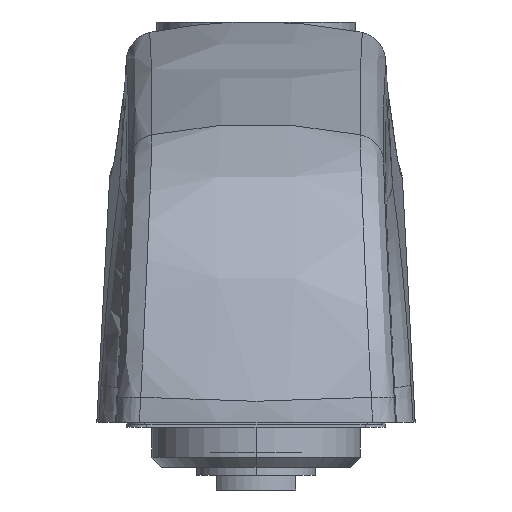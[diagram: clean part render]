
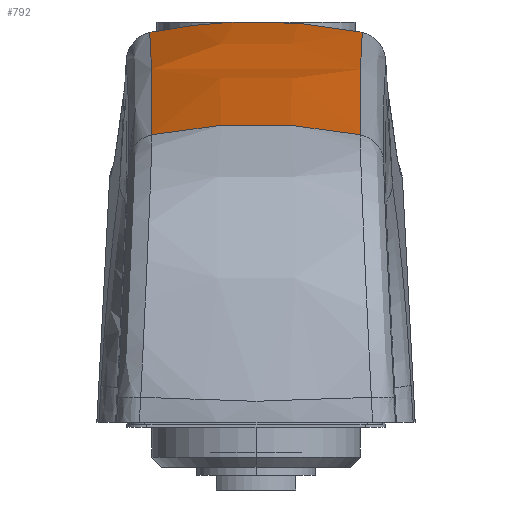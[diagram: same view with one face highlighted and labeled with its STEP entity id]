
A CAD part, left-side view. The second image highlights one B-rep face of the part: STEP entity #792.
In plain terms, the highlighted free-form (B-spline) face has degree [3, 3] with [4, 4] control points.
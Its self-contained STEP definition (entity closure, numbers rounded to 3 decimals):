
#792 = ADVANCED_FACE ( 'NONE', ( #7938 ), #7906, .F. ) ;
#793 = EDGE_LOOP ( 'NONE', ( #794, #798, #800, #801, #856, #859 ) ) ;
#794 = ORIENTED_EDGE ( 'NONE', *, *, #795, .T. ) ;
#795 = EDGE_CURVE ( 'NONE', #796, #797, #7971, .T. ) ;
#796 = VERTEX_POINT ( 'NONE', #7974 ) ;
#797 = VERTEX_POINT ( 'NONE', #7903 ) ;
#798 = ORIENTED_EDGE ( 'NONE', *, *, #799, .T. ) ;
#799 = EDGE_CURVE ( 'NONE', #797, #814, #8031, .T. ) ;
#800 = ORIENTED_EDGE ( 'NONE', *, *, #812, .F. ) ;
#801 = ORIENTED_EDGE ( 'NONE', *, *, #855, .T. ) ;
#802 = VERTEX_POINT ( 'NONE', #8034 ) ;
#812 = EDGE_CURVE ( 'NONE', #813, #814, #8078, .T. ) ;
#813 = VERTEX_POINT ( 'NONE', #8156 ) ;
#814 = VERTEX_POINT ( 'NONE', #8205 ) ;
#855 = EDGE_CURVE ( 'NONE', #813, #802, #8813, .T. ) ;
#856 = ORIENTED_EDGE ( 'NONE', *, *, #857, .T. ) ;
#857 = EDGE_CURVE ( 'NONE', #802, #858, #8806, .T. ) ;
#858 = VERTEX_POINT ( 'NONE', #8786 ) ;
#859 = ORIENTED_EDGE ( 'NONE', *, *, #860, .T. ) ;
#860 = EDGE_CURVE ( 'NONE', #858, #796, #8770, .T. ) ;
#7876 = CARTESIAN_POINT ( 'NONE',  ( -88.018, -10.812, 34.222 ) ) ;
#7878 = CARTESIAN_POINT ( 'NONE',  ( -115.427, -10.812, 28.838 ) ) ;
#7903 = CARTESIAN_POINT ( 'NONE',  ( -32.917, 10.685, 39.19 ) ) ;
#7906 =( BOUNDED_SURFACE ( )  B_SPLINE_SURFACE ( 3, 3, ( 
 ( #7878, #7876, #7961, #7959 ),
 ( #7956, #8011, #8010, #8009 ),
 ( #8006, #8075, #8074, #8072 ),
 ( #8070, #8069, #8067, #8065 ) ),
 .UNSPECIFIED., .F., .F., .F. ) 
 B_SPLINE_SURFACE_WITH_KNOTS ( ( 4, 4 ),
 ( 4, 4 ),
 ( 0., 1. ),
 ( 0., 1. ),
 .UNSPECIFIED. ) 
 GEOMETRIC_REPRESENTATION_ITEM ( )  RATIONAL_B_SPLINE_SURFACE ( (
 ( 1., 0.998, 0.998, 1.),
 ( 0.984, 0.983, 0.983, 0.984),
 ( 0.984, 0.983, 0.983, 0.984),
 ( 1., 0.998, 0.998, 1.) ) ) 
 REPRESENTATION_ITEM ( '' )  SURFACE ( )  );
#7938 = FACE_OUTER_BOUND ( 'NONE', #793, .T. ) ;
#7956 = CARTESIAN_POINT ( 'NONE',  ( -115.814, -3.662, 30.373 ) ) ;
#7959 = CARTESIAN_POINT ( 'NONE',  ( -32.407, -10.812, 39.19 ) ) ;
#7961 = CARTESIAN_POINT ( 'NONE',  ( -60.3, -10.812, 37.679 ) ) ;
#7963 = CARTESIAN_POINT ( 'NONE',  ( -32.927, 10.438, 39.243 ) ) ;
#7971 = B_SPLINE_CURVE_WITH_KNOTS ( 'NONE', 3,
 ( #7963, #8040, #8038, #8036 ),
 .UNSPECIFIED., .F., .F.,
 ( 4, 4 ),
 ( 0., 0. ),
 .UNSPECIFIED. ) ;
#7974 = CARTESIAN_POINT ( 'NONE',  ( -32.927, 10.438, 39.243 ) ) ;
#8006 = CARTESIAN_POINT ( 'NONE',  ( -115.814, 3.662, 30.373 ) ) ;
#8009 = CARTESIAN_POINT ( 'NONE',  ( -32.576, -3.662, 40.765 ) ) ;
#8010 = CARTESIAN_POINT ( 'NONE',  ( -60.541, -3.662, 39.245 ) ) ;
#8011 = CARTESIAN_POINT ( 'NONE',  ( -88.333, -3.662, 35.776 ) ) ;
#8014 = CARTESIAN_POINT ( 'NONE',  ( -88.108, 10.465, 33.667 ) ) ;
#8016 = CARTESIAN_POINT ( 'NONE',  ( -81.241, 10.476, 34.645 ) ) ;
#8018 = CARTESIAN_POINT ( 'NONE',  ( -60.587, 10.531, 37.218 ) ) ;
#8020 = CARTESIAN_POINT ( 'NONE',  ( -46.773, 10.594, 38.447 ) ) ;
#8022 = CARTESIAN_POINT ( 'NONE',  ( -32.917, 10.685, 39.19 ) ) ;
#8031 = B_SPLINE_CURVE_WITH_KNOTS ( 'NONE', 3,
 ( #8022, #8020, #8018, #8016, #8014, #8147, #8145, #8143 ),
 .UNSPECIFIED., .F., .F.,
 ( 4, 2, 2, 4 ),
 ( 0., 0.042, 0.062, 0.083 ),
 .UNSPECIFIED. ) ;
#8034 = CARTESIAN_POINT ( 'NONE',  ( -32.917, -10.685, 39.19 ) ) ;
#8036 = CARTESIAN_POINT ( 'NONE',  ( -32.917, 10.685, 39.19 ) ) ;
#8038 = CARTESIAN_POINT ( 'NONE',  ( -32.907, 10.603, 39.209 ) ) ;
#8040 = CARTESIAN_POINT ( 'NONE',  ( -32.911, 10.52, 39.226 ) ) ;
#8065 = CARTESIAN_POINT ( 'NONE',  ( -32.407, 10.812, 39.19 ) ) ;
#8067 = CARTESIAN_POINT ( 'NONE',  ( -60.3, 10.812, 37.679 ) ) ;
#8069 = CARTESIAN_POINT ( 'NONE',  ( -88.018, 10.812, 34.222 ) ) ;
#8070 = CARTESIAN_POINT ( 'NONE',  ( -115.427, 10.812, 28.838 ) ) ;
#8072 = CARTESIAN_POINT ( 'NONE',  ( -32.576, 3.662, 40.765 ) ) ;
#8074 = CARTESIAN_POINT ( 'NONE',  ( -60.541, 3.662, 39.245 ) ) ;
#8075 = CARTESIAN_POINT ( 'NONE',  ( -88.333, 3.662, 35.776 ) ) ;
#8076 = DIRECTION ( 'NONE',  ( -0.97, 0., -0.244 ) ) ;
#8078 = CIRCLE ( 'NONE', #8266, 50. ) ;
#8143 = CARTESIAN_POINT ( 'NONE',  ( -115.446, 10.467, 28.91 ) ) ;
#8145 = CARTESIAN_POINT ( 'NONE',  ( -108.638, 10.458, 30.25 ) ) ;
#8147 = CARTESIAN_POINT ( 'NONE',  ( -101.807, 10.456, 31.469 ) ) ;
#8151 = CARTESIAN_POINT ( 'NONE',  ( -103.518, 0., -18.505 ) ) ;
#8156 = CARTESIAN_POINT ( 'NONE',  ( -115.446, -10.467, 28.91 ) ) ;
#8205 = CARTESIAN_POINT ( 'NONE',  ( -115.446, 10.467, 28.91 ) ) ;
#8258 = DIRECTION ( 'NONE',  ( 0.244, 0., -0.97 ) ) ;
#8266 = AXIS2_PLACEMENT_3D ( 'NONE', #8151, #8076, #8258 ) ;
#8757 = CARTESIAN_POINT ( 'NONE',  ( -33.805, -3.548, 40.178 ) ) ;
#8759 = CARTESIAN_POINT ( 'NONE',  ( -33.742, -4.422, 40.111 ) ) ;
#8761 = CARTESIAN_POINT ( 'NONE',  ( -33.495, -7.03, 39.848 ) ) ;
#8762 = CARTESIAN_POINT ( 'NONE',  ( -33.25, -8.745, 39.587 ) ) ;
#8764 = CARTESIAN_POINT ( 'NONE',  ( -32.927, -10.438, 39.243 ) ) ;
#8770 = B_SPLINE_CURVE_WITH_KNOTS ( 'NONE', 3,
 ( #8764, #8762, #8761, #8759, #8757, #8891, #8889, #8887, #8885, #8883, #8881, #8880 ),
 .UNSPECIFIED., .F., .F.,
 ( 4, 2, 2, 2, 2, 4 ),
 ( 0.003, 0.008, 0.01, 0.013, 0.018, 0.024 ),
 .UNSPECIFIED. ) ;
#8776 = CARTESIAN_POINT ( 'NONE',  ( -32.927, -10.438, 39.243 ) ) ;
#8778 = CARTESIAN_POINT ( 'NONE',  ( -32.911, -10.52, 39.226 ) ) ;
#8780 = CARTESIAN_POINT ( 'NONE',  ( -32.907, -10.603, 39.209 ) ) ;
#8782 = CARTESIAN_POINT ( 'NONE',  ( -32.917, -10.685, 39.19 ) ) ;
#8786 = CARTESIAN_POINT ( 'NONE',  ( -32.927, -10.438, 39.243 ) ) ;
#8789 = CARTESIAN_POINT ( 'NONE',  ( -32.917, -10.685, 39.19 ) ) ;
#8791 = CARTESIAN_POINT ( 'NONE',  ( -39.845, -10.64, 38.819 ) ) ;
#8793 = CARTESIAN_POINT ( 'NONE',  ( -46.767, -10.601, 38.325 ) ) ;
#8795 = CARTESIAN_POINT ( 'NONE',  ( -60.585, -10.537, 37.096 ) ) ;
#8797 = CARTESIAN_POINT ( 'NONE',  ( -67.483, -10.512, 36.359 ) ) ;
#8799 = CARTESIAN_POINT ( 'NONE',  ( -88.137, -10.458, 33.786 ) ) ;
#8801 = CARTESIAN_POINT ( 'NONE',  ( -101.83, -10.449, 31.589 ) ) ;
#8803 = CARTESIAN_POINT ( 'NONE',  ( -115.446, -10.467, 28.91 ) ) ;
#8806 = B_SPLINE_CURVE_WITH_KNOTS ( 'NONE', 3,
 ( #8782, #8780, #8778, #8776 ),
 .UNSPECIFIED., .F., .F.,
 ( 4, 4 ),
 ( 0., 0. ),
 .UNSPECIFIED. ) ;
#8813 = B_SPLINE_CURVE_WITH_KNOTS ( 'NONE', 3,
 ( #8803, #8801, #8799, #8797, #8795, #8793, #8791, #8789 ),
 .UNSPECIFIED., .F., .F.,
 ( 4, 2, 2, 4 ),
 ( 0., 0.042, 0.062, 0.083 ),
 .UNSPECIFIED. ) ;
#8880 = CARTESIAN_POINT ( 'NONE',  ( -32.927, 10.438, 39.243 ) ) ;
#8881 = CARTESIAN_POINT ( 'NONE',  ( -33.251, 8.737, 39.588 ) ) ;
#8883 = CARTESIAN_POINT ( 'NONE',  ( -33.497, 7.014, 39.85 ) ) ;
#8885 = CARTESIAN_POINT ( 'NONE',  ( -33.827, 3.524, 40.201 ) ) ;
#8887 = CARTESIAN_POINT ( 'NONE',  ( -33.911, 1.752, 40.291 ) ) ;
#8889 = CARTESIAN_POINT ( 'NONE',  ( -33.91, -0.9, 40.29 ) ) ;
#8891 = CARTESIAN_POINT ( 'NONE',  ( -33.889, -1.786, 40.267 ) ) ;
